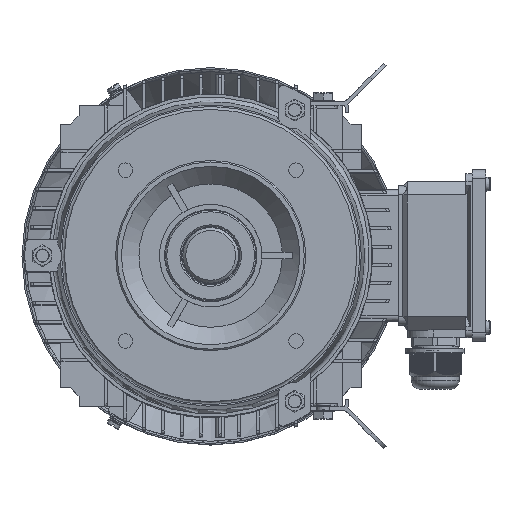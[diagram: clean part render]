
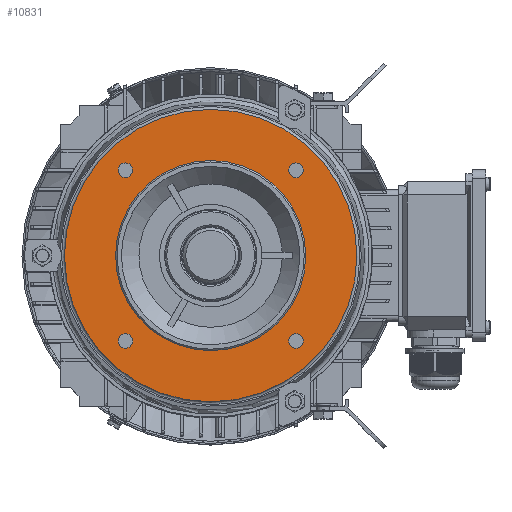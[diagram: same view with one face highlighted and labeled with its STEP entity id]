
A CAD part, top view. The second image highlights one B-rep face of the part: STEP entity #10831.
In plain terms, the highlighted planar face has unit normal (0, 0, 1).
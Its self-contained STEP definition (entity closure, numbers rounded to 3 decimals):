
#2068=FACE_BOUND('',#22483,.T.);
#2069=FACE_BOUND('',#22484,.T.);
#2070=FACE_BOUND('',#22485,.T.);
#2071=FACE_BOUND('',#22486,.T.);
#2072=FACE_BOUND('',#22487,.T.);
#2073=FACE_BOUND('',#22488,.T.);
#4091=PLANE('',#99211);
#10831=ADVANCED_FACE('',(#2068,#2069,#2070,#2071,#2072,#2073),#4091,.F.);
#22483=EDGE_LOOP('',(#58439));
#22484=EDGE_LOOP('',(#58440));
#22485=EDGE_LOOP('',(#58441));
#22486=EDGE_LOOP('',(#58442));
#22487=EDGE_LOOP('',(#58443));
#22488=EDGE_LOOP('',(#58444));
#58439=ORIENTED_EDGE('',*,*,#85081,.F.);
#58440=ORIENTED_EDGE('',*,*,#85082,.F.);
#58441=ORIENTED_EDGE('',*,*,#85083,.F.);
#58442=ORIENTED_EDGE('',*,*,#85084,.T.);
#58443=ORIENTED_EDGE('',*,*,#85085,.F.);
#58444=ORIENTED_EDGE('',*,*,#85086,.F.);
#73064=VERTEX_POINT('',#152521);
#73065=VERTEX_POINT('',#152523);
#73066=VERTEX_POINT('',#152525);
#73067=VERTEX_POINT('',#152527);
#73068=VERTEX_POINT('',#152529);
#73069=VERTEX_POINT('',#152531);
#85081=EDGE_CURVE('',#73064,#73064,#92299,.T.);
#85082=EDGE_CURVE('',#73065,#73065,#92300,.T.);
#85083=EDGE_CURVE('',#73066,#73066,#92301,.T.);
#85084=EDGE_CURVE('',#73067,#73067,#92302,.T.);
#85085=EDGE_CURVE('',#73068,#73068,#92303,.T.);
#85086=EDGE_CURVE('',#73069,#73069,#92304,.T.);
#92299=CIRCLE('',#99205,5.);
#92300=CIRCLE('',#99206,5.);
#92301=CIRCLE('',#99207,65.);
#92302=CIRCLE('',#99208,100.);
#92303=CIRCLE('',#99209,5.);
#92304=CIRCLE('',#99210,5.);
#99205=AXIS2_PLACEMENT_3D('',#152520,#119401,#119402);
#99206=AXIS2_PLACEMENT_3D('',#152522,#119403,#119404);
#99207=AXIS2_PLACEMENT_3D('',#152524,#119405,#119406);
#99208=AXIS2_PLACEMENT_3D('',#152526,#119407,#119408);
#99209=AXIS2_PLACEMENT_3D('',#152528,#119409,#119410);
#99210=AXIS2_PLACEMENT_3D('',#152530,#119411,#119412);
#99211=AXIS2_PLACEMENT_3D('',#152532,#119413,#119414);
#119401=DIRECTION('',(0.,0.,1.));
#119402=DIRECTION('',(0.,1.,0.));
#119403=DIRECTION('',(0.,0.,1.));
#119404=DIRECTION('',(0.,1.,0.));
#119405=DIRECTION('',(0.,0.,1.));
#119406=DIRECTION('',(0.,-1.,0.));
#119407=DIRECTION('',(0.,0.,1.));
#119408=DIRECTION('',(0.,-1.,0.));
#119409=DIRECTION('',(0.,0.,1.));
#119410=DIRECTION('',(0.,1.,0.));
#119411=DIRECTION('',(0.,0.,1.));
#119412=DIRECTION('',(0.,1.,0.));
#119413=DIRECTION('',(0.,0.,-1.));
#119414=DIRECTION('',(0.,1.,0.));
#152520=CARTESIAN_POINT('',(58.336,58.336,284.));
#152521=CARTESIAN_POINT('',(58.336,63.336,284.));
#152522=CARTESIAN_POINT('',(58.336,-58.336,284.));
#152523=CARTESIAN_POINT('',(58.336,-53.336,284.));
#152524=CARTESIAN_POINT('',(0.,0.,284.));
#152525=CARTESIAN_POINT('',(0.,-65.,284.));
#152526=CARTESIAN_POINT('',(0.,0.,284.));
#152527=CARTESIAN_POINT('',(0.,-100.,284.));
#152528=CARTESIAN_POINT('',(-58.336,-58.336,284.));
#152529=CARTESIAN_POINT('',(-58.336,-53.336,284.));
#152530=CARTESIAN_POINT('',(-58.336,58.336,284.));
#152531=CARTESIAN_POINT('',(-58.336,63.336,284.));
#152532=CARTESIAN_POINT('',(100.,0.,284.));
